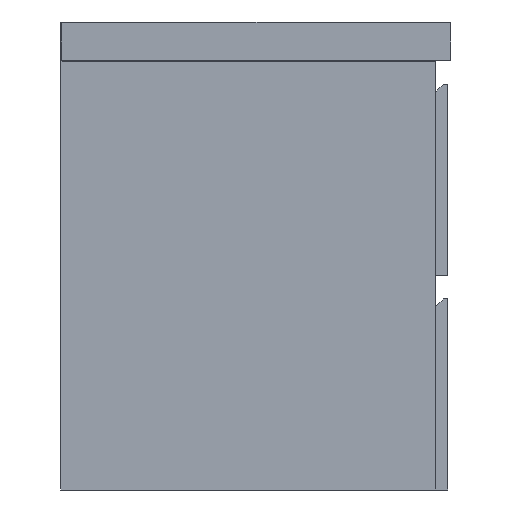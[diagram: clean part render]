
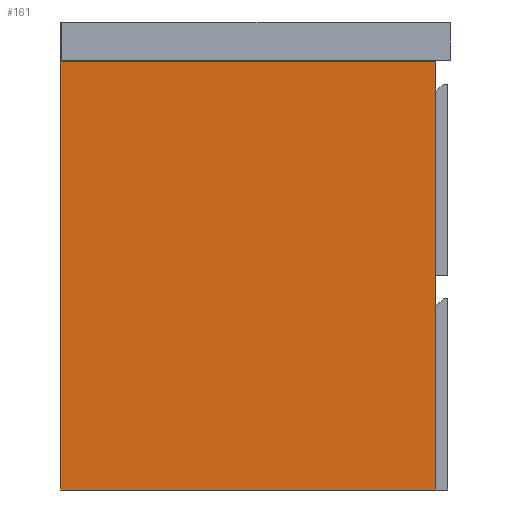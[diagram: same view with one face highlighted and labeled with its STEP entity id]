
A CAD part, left-side view. The second image highlights one B-rep face of the part: STEP entity #161.
In plain terms, the highlighted planar face has unit normal (-1, 0, 0).
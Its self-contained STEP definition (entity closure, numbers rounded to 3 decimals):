
#161=ADVANCED_FACE('',(#220),#895,.T.);
#220=FACE_OUTER_BOUND('',#279,.T.);
#279=EDGE_LOOP('',(#436,#437,#438,#439));
#436=ORIENTED_EDGE('',*,*,#620,.F.);
#437=ORIENTED_EDGE('',*,*,#607,.T.);
#438=ORIENTED_EDGE('',*,*,#618,.T.);
#439=ORIENTED_EDGE('',*,*,#619,.F.);
#607=EDGE_CURVE('',#825,#824,#728,.T.);
#618=EDGE_CURVE('',#824,#832,#739,.T.);
#619=EDGE_CURVE('',#833,#832,#740,.T.);
#620=EDGE_CURVE('',#825,#833,#741,.T.);
#728=B_SPLINE_CURVE_WITH_KNOTS('',1,(#1681,#1682),.UNSPECIFIED.,.F.,.F.,
(2,2),(-550.,0.),.UNSPECIFIED.);
#739=B_SPLINE_CURVE_WITH_KNOTS('',1,(#1703,#1704),.UNSPECIFIED.,.F.,.F.,
(2,2),(-480.,0.),.UNSPECIFIED.);
#740=B_SPLINE_CURVE_WITH_KNOTS('',1,(#1705,#1706),.UNSPECIFIED.,.F.,.F.,
(2,2),(-550.,0.),.UNSPECIFIED.);
#741=B_SPLINE_CURVE_WITH_KNOTS('',1,(#1707,#1708),.UNSPECIFIED.,.F.,.F.,
(2,2),(-480.,0.),.UNSPECIFIED.);
#824=VERTEX_POINT('',#1661);
#825=VERTEX_POINT('',#1662);
#832=VERTEX_POINT('',#1669);
#833=VERTEX_POINT('',#1670);
#895=PLANE('',#1075);
#1075=AXIS2_PLACEMENT_3D('',#1650,#1149,$);
#1149=DIRECTION('',(-1.,0.,0.));
#1650=CARTESIAN_POINT('',(-594.,-330.,528.));
#1661=CARTESIAN_POINT('',(-594.,275.,480.));
#1662=CARTESIAN_POINT('',(-594.,-275.,480.));
#1669=CARTESIAN_POINT('',(-594.,275.,0.));
#1670=CARTESIAN_POINT('',(-594.,-275.,0.));
#1681=CARTESIAN_POINT('',(-594.,-275.,480.));
#1682=CARTESIAN_POINT('',(-594.,275.,480.));
#1703=CARTESIAN_POINT('',(-594.,275.,480.));
#1704=CARTESIAN_POINT('',(-594.,275.,0.));
#1705=CARTESIAN_POINT('',(-594.,-275.,0.));
#1706=CARTESIAN_POINT('',(-594.,275.,0.));
#1707=CARTESIAN_POINT('',(-594.,-275.,480.));
#1708=CARTESIAN_POINT('',(-594.,-275.,0.));
